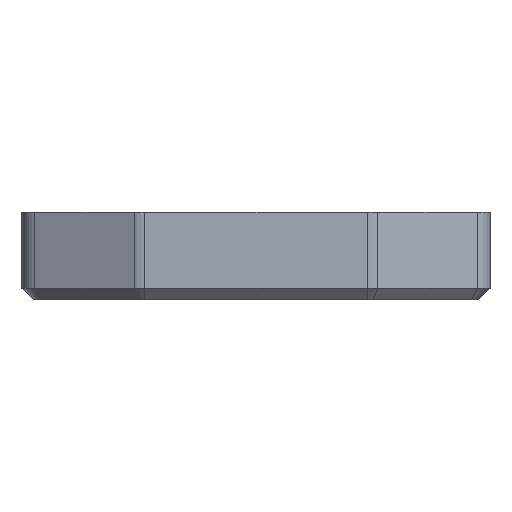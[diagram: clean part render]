
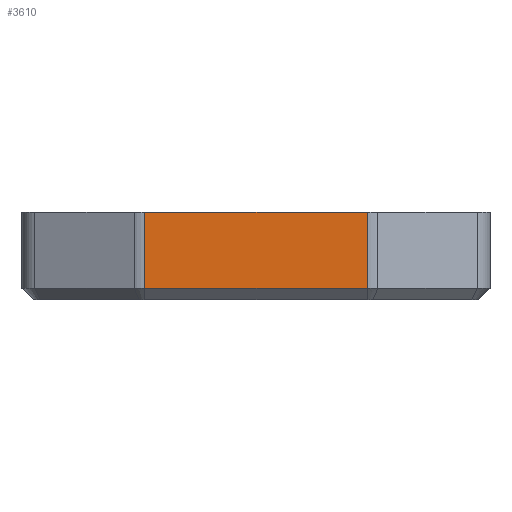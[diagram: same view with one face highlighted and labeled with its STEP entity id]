
A CAD part, left-side view. The second image highlights one B-rep face of the part: STEP entity #3610.
In plain terms, the highlighted planar face has unit normal (-1, 0, 0).
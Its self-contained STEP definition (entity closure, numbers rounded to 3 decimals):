
#255=FACE_OUTER_BOUND('',#504,.T.);
#504=EDGE_LOOP('',(#2498,#2499,#2500,#2501));
#1041=LINE('',#5750,#1284);
#1057=LINE('',#5814,#1300);
#1058=LINE('',#5816,#1301);
#1059=LINE('',#5817,#1302);
#1284=VECTOR('',#4468,1000.);
#1300=VECTOR('',#4518,1000.);
#1301=VECTOR('',#4519,1000.);
#1302=VECTOR('',#4520,1000.);
#1555=VERTEX_POINT('',#5748);
#1556=VERTEX_POINT('',#5749);
#1587=VERTEX_POINT('',#5813);
#1588=VERTEX_POINT('',#5815);
#1896=EDGE_CURVE('',#1555,#1556,#1041,.T.);
#1928=EDGE_CURVE('',#1556,#1587,#1057,.T.);
#1929=EDGE_CURVE('',#1587,#1588,#1058,.T.);
#1930=EDGE_CURVE('',#1588,#1555,#1059,.T.);
#2498=ORIENTED_EDGE('',*,*,#1896,.T.);
#2499=ORIENTED_EDGE('',*,*,#1928,.T.);
#2500=ORIENTED_EDGE('',*,*,#1929,.T.);
#2501=ORIENTED_EDGE('',*,*,#1930,.T.);
#3540=PLANE('',#3907);
#3610=ADVANCED_FACE('',(#255),#3540,.T.);
#3907=AXIS2_PLACEMENT_3D('',#5812,#4516,#4517);
#4468=DIRECTION('',(0.,1.,0.));
#4516=DIRECTION('center_axis',(-1.,0.,0.));
#4517=DIRECTION('ref_axis',(0.,-1.,0.));
#4518=DIRECTION('',(0.,0.,-1.));
#4519=DIRECTION('',(0.,-1.,0.));
#4520=DIRECTION('',(0.,0.,1.));
#5748=CARTESIAN_POINT('',(0.,-29.528,-7.5));
#5749=CARTESIAN_POINT('',(0.,-10.472,-7.5));
#5750=CARTESIAN_POINT('',(0.,0.,-7.5));
#5812=CARTESIAN_POINT('Origin',(0.,0.,-15.));
#5813=CARTESIAN_POINT('',(0.,-10.472,-14.));
#5814=CARTESIAN_POINT('',(0.,-10.472,-15.));
#5815=CARTESIAN_POINT('',(0.,-29.528,-14.));
#5816=CARTESIAN_POINT('',(0.,-29.528,-14.));
#5817=CARTESIAN_POINT('',(0.,-29.528,-15.));
